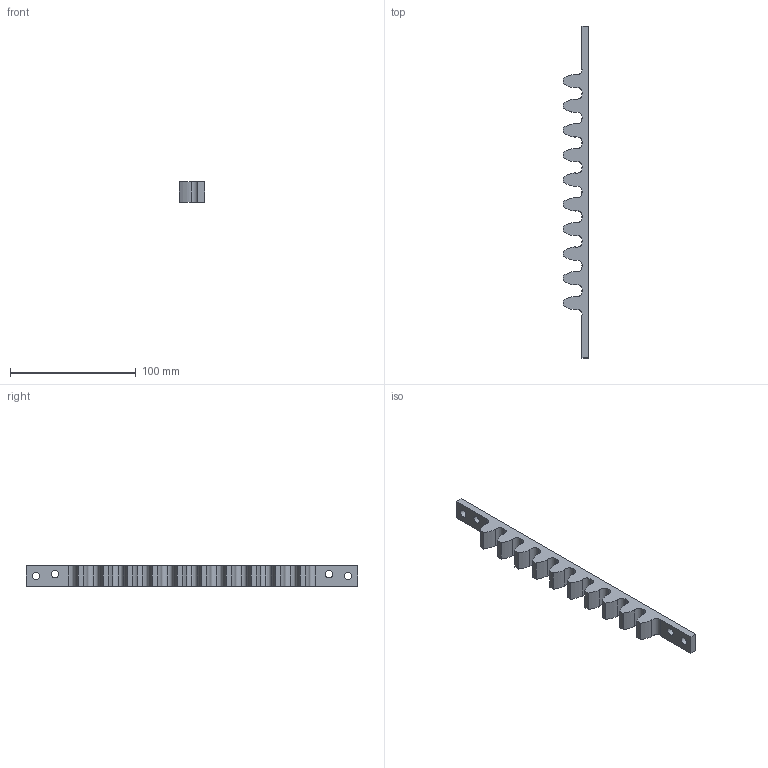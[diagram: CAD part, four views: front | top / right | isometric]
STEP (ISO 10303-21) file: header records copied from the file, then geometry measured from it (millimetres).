
FILE_DESCRIPTION(/* description */ (''),/* implementation_level */ '2;1');
FILE_NAME(/* name */ 'BR-12-rackbottom.stp',/* time_stamp */ '2021-07-14T21:46:13+01:00',/* author */ ('hobly'),/* organization */ (''),/* preprocessor_version */ 'ST-DEVELOPER v18',/* originating_system */ 'Autodesk Inventor 2020',/* authorisation */ '');
FILE_SCHEMA (('AUTOMOTIVE_DESIGN { 1 0 10303 214 3 1 1 }'));
Length unit declared in the file: millimetre
Products named in the file (1): rack6mm-v2-bottom
Bounding box: 20.46 x 264.35 x 16 mm (x, y, z)
Volume: 45192.1 mm3; surface area: 18048 mm2
Topology: 1 solids, 1 shells, 61 faces, 179 edges, 120 vertices
Faces by surface type: bspline 40, cylinder 14, plane 7
Full cylindrical faces by diameter (mm): 6 x4
Entity records: 5836 total; most frequent: CARTESIAN_POINT 4401, ORIENTED_EDGE 358, EDGE_CURVE 179, DIRECTION 173, VERTEX_POINT 120, B_SPLINE_CURVE_WITH_KNOTS 80, EDGE_LOOP 69, LINE 69
